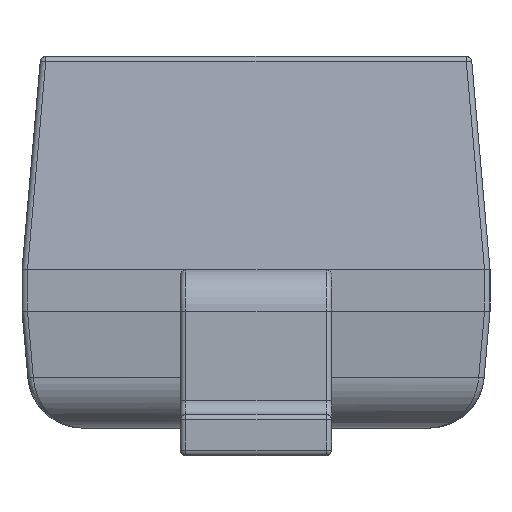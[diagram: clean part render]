
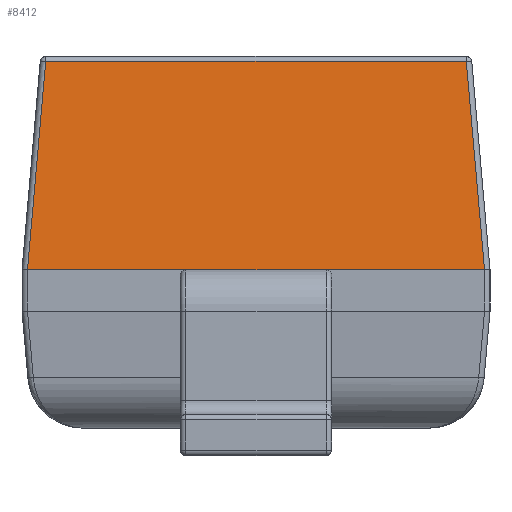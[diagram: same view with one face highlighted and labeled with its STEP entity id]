
A CAD part, left-side view. The second image highlights one B-rep face of the part: STEP entity #8412.
In plain terms, the highlighted planar face has unit normal (-0.996, 0, 0.087).
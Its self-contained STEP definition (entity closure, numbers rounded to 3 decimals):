
#5433 = DIRECTION ( 'NONE',  ( 0., -1., 0. ) ) ;
#5434 = VECTOR ( 'NONE', #5433, 1000. ) ;
#5437 = CARTESIAN_POINT ( 'NONE',  ( 0., 0., 0.15 ) ) ;
#5438 = LINE ( 'NONE', #5437, #5434 ) ;
#5454 = DIRECTION ( 'NONE',  ( 0., -1., 0. ) ) ;
#5455 = VECTOR ( 'NONE', #5454, 1000. ) ;
#5456 = CARTESIAN_POINT ( 'NONE',  ( 0., 0., 0.15 ) ) ;
#5457 = LINE ( 'NONE', #5456, #5455 ) ;
#5478 = CARTESIAN_POINT ( 'NONE',  ( 0., 1.105, 0.15 ) ) ;
#5604 = CARTESIAN_POINT ( 'NONE',  ( 0., 0.02, 0.15 ) ) ;
#5650 = CARTESIAN_POINT ( 'NONE',  ( 0., 1.68, 0.15 ) ) ;
#5661 = CARTESIAN_POINT ( 'NONE',  ( 0., 0.595, 0.15 ) ) ;
#5865 = FACE_OUTER_BOUND ( 'NONE', #8491, .T. ) ;
#5871 = DIRECTION ( 'NONE',  ( 0.996, 0., -0.087 ) ) ;
#5872 = CARTESIAN_POINT ( 'NONE',  ( 0.068, 1.7, 0.925 ) ) ;
#5882 = PLANE ( 'NONE',  #5921 ) ;
#5918 = DIRECTION ( 'NONE',  ( -0.087, 0., -0.996 ) ) ;
#5921 = AXIS2_PLACEMENT_3D ( 'NONE', #5872, #5871, #5918 ) ;
#5963 = DIRECTION ( 'NONE',  ( 0., 1., 0. ) ) ;
#5964 = CARTESIAN_POINT ( 'NONE',  ( 0., 1.125, 0.15 ) ) ;
#5965 = DIRECTION ( 'NONE',  ( 0., 1., 0. ) ) ;
#5966 = VECTOR ( 'NONE', #5965, 1000. ) ;
#5967 = CARTESIAN_POINT ( 'NONE',  ( 0.066, 1.632, 0.907 ) ) ;
#5968 = LINE ( 'NONE', #5967, #5966 ) ;
#5971 = LINE ( 'NONE', #5964, #6030 ) ;
#6023 = CARTESIAN_POINT ( 'NONE',  ( 0., 1.68, 0.15 ) ) ;
#6024 = CARTESIAN_POINT ( 'NONE',  ( 0.066, 0.086, 0.907 ) ) ;
#6030 = VECTOR ( 'NONE', #5963, 1000. ) ;
#6087 = CARTESIAN_POINT ( 'NONE',  ( 0.066, 1.614, 0.907 ) ) ;
#6088 = CARTESIAN_POINT ( 'NONE',  ( 0., 0., 0.15 ) ) ;
#6089 = LINE ( 'NONE', #6088, #6102 ) ;
#6091 = DIRECTION ( 'NONE',  ( 0., -1., 0. ) ) ;
#6092 = VECTOR ( 'NONE', #6091, 1000. ) ;
#6093 = CARTESIAN_POINT ( 'NONE',  ( 0., 0., 0.15 ) ) ;
#6094 = LINE ( 'NONE', #6093, #6092 ) ;
#6095 = DIRECTION ( 'NONE',  ( 0.087, 0.087, 0.992 ) ) ;
#6096 = VECTOR ( 'NONE', #6095, 1000. ) ;
#6097 = CARTESIAN_POINT ( 'NONE',  ( 0.08, 0.1, 1.064 ) ) ;
#6102 = VECTOR ( 'NONE', #6139, 1000. ) ;
#6105 = LINE ( 'NONE', #6097, #6096 ) ;
#6117 = CARTESIAN_POINT ( 'NONE',  ( 0., 0.02, 0.15 ) ) ;
#6134 = DIRECTION ( 'NONE',  ( -0.087, 0.087, -0.992 ) ) ;
#6135 = VECTOR ( 'NONE', #6134, 1000. ) ;
#6136 = CARTESIAN_POINT ( 'NONE',  ( 0.067, 1.613, 0.917 ) ) ;
#6137 = LINE ( 'NONE', #6136, #6135 ) ;
#6139 = DIRECTION ( 'NONE',  ( 0., -1., 0. ) ) ;
#8228 = EDGE_CURVE ( 'NONE', #8303, #8306, #5438, .T. ) ;
#8235 = VERTEX_POINT ( 'NONE', #5478 ) ;
#8247 = EDGE_CURVE ( 'NONE', #8310, #8235, #5457, .T. ) ;
#8303 = VERTEX_POINT ( 'NONE', #5661 ) ;
#8306 = VERTEX_POINT ( 'NONE', #5604 ) ;
#8310 = VERTEX_POINT ( 'NONE', #5650 ) ;
#8412 = ADVANCED_FACE ( 'NONE', ( #5865 ), #5882, .F. ) ;
#8462 = EDGE_CURVE ( 'NONE', #8471, #8537, #5968, .T. ) ;
#8463 = ORIENTED_EDGE ( 'NONE', *, *, #8228, .T. ) ;
#8465 = EDGE_CURVE ( 'NONE', #8303, #8235, #5971, .T. ) ;
#8466 = ORIENTED_EDGE ( 'NONE', *, *, #8462, .T. ) ;
#8471 = VERTEX_POINT ( 'NONE', #6024 ) ;
#8472 = VERTEX_POINT ( 'NONE', #6023 ) ;
#8491 = EDGE_LOOP ( 'NONE', ( #8466, #8521, #8536, #8517, #8510, #8463, #8512, #8519 ) ) ;
#8510 = ORIENTED_EDGE ( 'NONE', *, *, #8465, .F. ) ;
#8512 = ORIENTED_EDGE ( 'NONE', *, *, #8516, .T. ) ;
#8515 = EDGE_CURVE ( 'NONE', #8535, #8471, #6105, .T. ) ;
#8516 = EDGE_CURVE ( 'NONE', #8306, #8535, #6094, .T. ) ;
#8517 = ORIENTED_EDGE ( 'NONE', *, *, #8247, .T. ) ;
#8519 = ORIENTED_EDGE ( 'NONE', *, *, #8515, .T. ) ;
#8521 = ORIENTED_EDGE ( 'NONE', *, *, #8524, .T. ) ;
#8522 = EDGE_CURVE ( 'NONE', #8472, #8310, #6089, .T. ) ;
#8524 = EDGE_CURVE ( 'NONE', #8537, #8472, #6137, .T. ) ;
#8535 = VERTEX_POINT ( 'NONE', #6117 ) ;
#8536 = ORIENTED_EDGE ( 'NONE', *, *, #8522, .T. ) ;
#8537 = VERTEX_POINT ( 'NONE', #6087 ) ;
